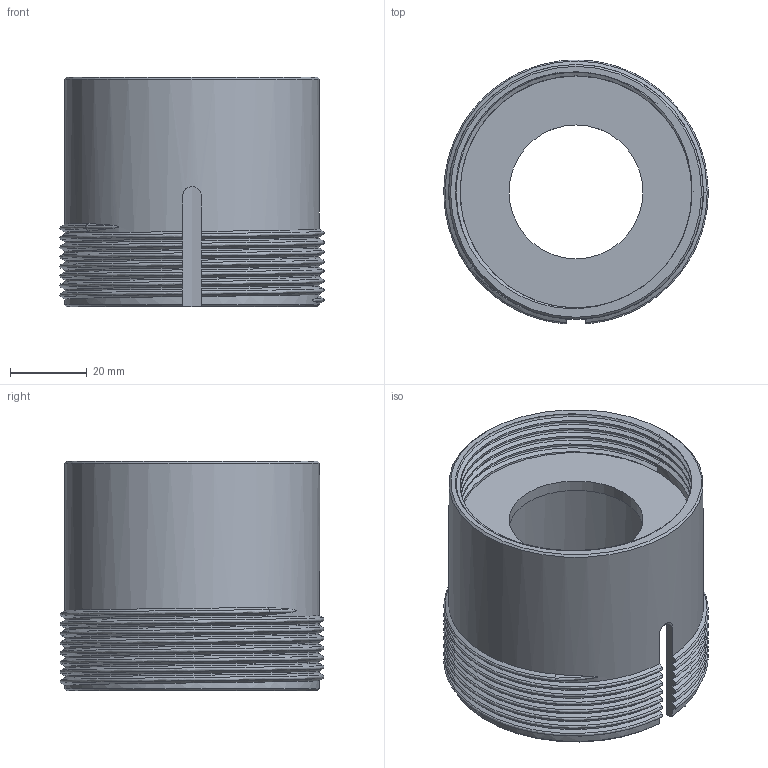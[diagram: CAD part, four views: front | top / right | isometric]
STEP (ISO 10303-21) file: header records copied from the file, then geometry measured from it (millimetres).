
FILE_DESCRIPTION(('FreeCAD Model'),'2;1');
FILE_NAME('Open CASCADE Shape Model','2025-01-26T12:28:38',(''),(''), 'Open CASCADE STEP processor 7.8','FreeCAD','Unknown');
FILE_SCHEMA(('AUTOMOTIVE_DESIGN { 1 0 10303 214 1 1 1 1 }'));
Length unit declared in the file: millimetre
Products named in the file (1): back-screw
Bounding box: 69.06 x 68.98 x 60 mm (x, y, z)
Volume: 34682.5 mm3; surface area: 31647 mm2
Topology: 1 solids, 1 shells, 101 faces, 262 edges, 164 vertices
Faces by surface type: bspline 66, cylinder 24, plane 7, cone 4
Full cylindrical faces by diameter (mm): 35 x1, 60.6 x4, 62.6 x1, 66.6 x1
Entity records: 12942 total; most frequent: CARTESIAN_POINT 8617, ORIENTED_EDGE 524, PCURVE 524, DEFINITIONAL_REPRESENTATION 524, DIRECTION 469, B_SPLINE_CURVE_WITH_KNOTS 384, LINE 356, VECTOR 356
